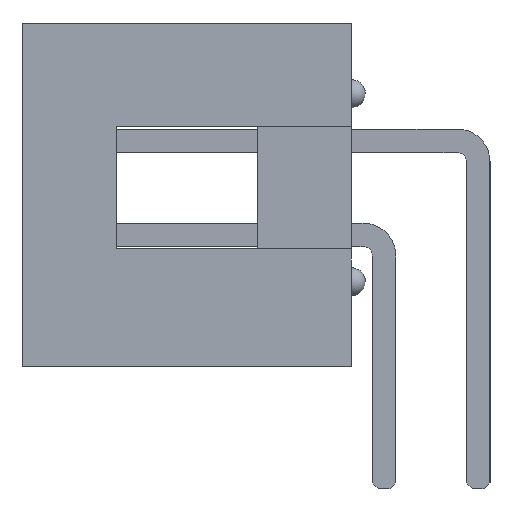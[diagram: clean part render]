
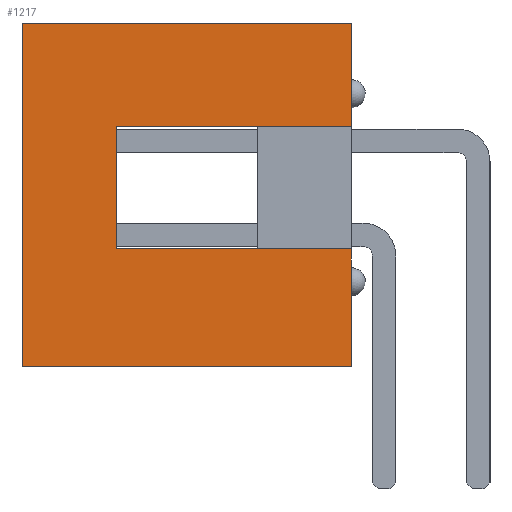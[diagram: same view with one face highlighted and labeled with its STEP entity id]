
A CAD part, left-side view. The second image highlights one B-rep face of the part: STEP entity #1217.
In plain terms, the highlighted planar face has unit normal (-1, 0, 0).
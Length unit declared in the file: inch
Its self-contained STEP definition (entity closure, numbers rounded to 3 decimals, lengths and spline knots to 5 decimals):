
#1217 = ADVANCED_FACE( '', ( #2862 ), #2863, .F. );
#2862 = FACE_OUTER_BOUND( '', #4954, .T. );
#2863 = PLANE( '', #4955 );
#4954 = EDGE_LOOP( '', ( #8657, #8658, #8659, #8660, #8661, #8662, #8663, #8664 ) );
#4955 = AXIS2_PLACEMENT_3D( '', #8665, #8666, #8667 );
#8657 = ORIENTED_EDGE( '', *, *, #14587, .F. );
#8658 = ORIENTED_EDGE( '', *, *, #14588, .F. );
#8659 = ORIENTED_EDGE( '', *, *, #14589, .F. );
#8660 = ORIENTED_EDGE( '', *, *, #13229, .F. );
#8661 = ORIENTED_EDGE( '', *, *, #14002, .T. );
#8662 = ORIENTED_EDGE( '', *, *, #14590, .T. );
#8663 = ORIENTED_EDGE( '', *, *, #14591, .F. );
#8664 = ORIENTED_EDGE( '', *, *, #14592, .F. );
#8665 = CARTESIAN_POINT( '', ( -1.075, 0., 0. ) );
#8666 = DIRECTION( '', ( 1., 0., 0. ) );
#8667 = DIRECTION( '', ( 0., 0., -1. ) );
#13229 = EDGE_CURVE( '', #15972, #15965, #15974, .T. );
#14002 = EDGE_CURVE( '', #15972, #17354, #17356, .T. );
#14587 = EDGE_CURVE( '', #18265, #18266, #18267, .T. );
#14588 = EDGE_CURVE( '', #18268, #18265, #18269, .T. );
#14589 = EDGE_CURVE( '', #15965, #18268, #18270, .T. );
#14590 = EDGE_CURVE( '', #17354, #18271, #18272, .T. );
#14591 = EDGE_CURVE( '', #18273, #18271, #18274, .T. );
#14592 = EDGE_CURVE( '', #18266, #18273, #18275, .T. );
#15965 = VERTEX_POINT( '', #20063 );
#15972 = VERTEX_POINT( '', #20073 );
#15974 = LINE( '', #20076, #20077 );
#17354 = VERTEX_POINT( '', #22084 );
#17356 = LINE( '', #22087, #22088 );
#18265 = VERTEX_POINT( '', #23408 );
#18266 = VERTEX_POINT( '', #23409 );
#18267 = LINE( '', #23410, #23411 );
#18268 = VERTEX_POINT( '', #23412 );
#18269 = LINE( '', #23413, #23414 );
#18270 = LINE( '', #23415, #23416 );
#18271 = VERTEX_POINT( '', #23417 );
#18272 = LINE( '', #23418, #23419 );
#18273 = VERTEX_POINT( '', #23420 );
#18274 = LINE( '', #23421, #23422 );
#18275 = LINE( '', #23423, #23424 );
#20063 = CARTESIAN_POINT( '', ( -1.075, 0., -0.065 ) );
#20073 = CARTESIAN_POINT( '', ( -1.075, 0.25, -0.065 ) );
#20076 = CARTESIAN_POINT( '', ( -1.075, 0.25, -0.065 ) );
#20077 = VECTOR( '', #26046, 39.37008 );
#22084 = CARTESIAN_POINT( '', ( -1.075, 0.25, 0.065 ) );
#22087 = CARTESIAN_POINT( '', ( -1.075, 0.25, 0. ) );
#22088 = VECTOR( '', #26819, 39.37008 );
#23408 = CARTESIAN_POINT( '', ( -1.075, 0.35, -0.19 ) );
#23409 = CARTESIAN_POINT( '', ( -1.075, 0.35, 0.175 ) );
#23410 = CARTESIAN_POINT( '', ( -1.075, 0.35, -0.19 ) );
#23411 = VECTOR( '', #27366, 39.37008 );
#23412 = CARTESIAN_POINT( '', ( -1.075, 0., -0.19 ) );
#23413 = CARTESIAN_POINT( '', ( -1.075, 0., -0.19 ) );
#23414 = VECTOR( '', #27367, 39.37008 );
#23415 = CARTESIAN_POINT( '', ( -1.075, 0., 0.175 ) );
#23416 = VECTOR( '', #27368, 39.37008 );
#23417 = CARTESIAN_POINT( '', ( -1.075, 0., 0.065 ) );
#23418 = CARTESIAN_POINT( '', ( -1.075, 0.25, 0.065 ) );
#23419 = VECTOR( '', #27369, 39.37008 );
#23420 = CARTESIAN_POINT( '', ( -1.075, 0., 0.175 ) );
#23421 = CARTESIAN_POINT( '', ( -1.075, 0., 0.175 ) );
#23422 = VECTOR( '', #27370, 39.37008 );
#23423 = CARTESIAN_POINT( '', ( -1.075, 0.35, 0.175 ) );
#23424 = VECTOR( '', #27371, 39.37008 );
#26046 = DIRECTION( '', ( 0., -1., 0. ) );
#26819 = DIRECTION( '', ( 0., 0., 1. ) );
#27366 = DIRECTION( '', ( 0., 0., 1. ) );
#27367 = DIRECTION( '', ( 0., 1., 0. ) );
#27368 = DIRECTION( '', ( 0., 0., -1. ) );
#27369 = DIRECTION( '', ( 0., -1., 0. ) );
#27370 = DIRECTION( '', ( 0., 0., -1. ) );
#27371 = DIRECTION( '', ( 0., -1., 0. ) );
